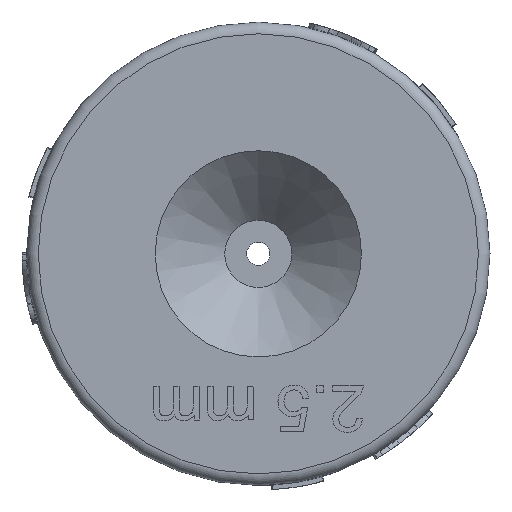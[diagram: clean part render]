
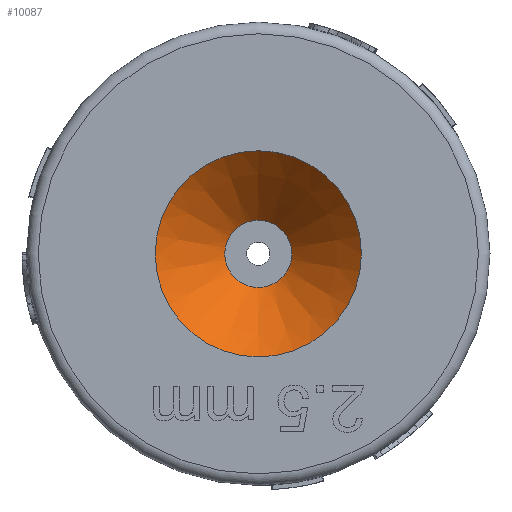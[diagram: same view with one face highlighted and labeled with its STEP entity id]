
A CAD part, left-side view. The second image highlights one B-rep face of the part: STEP entity #10087.
In plain terms, the highlighted conical face has half-angle 45 degrees and reference radius 2.95 mm.
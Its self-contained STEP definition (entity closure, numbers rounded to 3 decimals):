
#15=CONICAL_SURFACE('',#10426,2.95,0.785);
#1931=LINE('',#19305,#2603);
#2603=VECTOR('',#11115,2.95);
#3164=FACE_OUTER_BOUND('',#3745,.T.);
#3745=EDGE_LOOP('',(#8702,#8703,#8704,#8705));
#3971=CIRCLE('',#10329,4.45);
#3976=CIRCLE('',#10427,1.45);
#4293=VERTEX_POINT('',#13126);
#4817=VERTEX_POINT('',#19304);
#5344=EDGE_CURVE('',#4293,#4293,#3971,.T.);
#6182=EDGE_CURVE('',#4293,#4817,#1931,.T.);
#6183=EDGE_CURVE('',#4817,#4817,#3976,.T.);
#8702=ORIENTED_EDGE('',*,*,#5344,.T.);
#8703=ORIENTED_EDGE('',*,*,#6182,.T.);
#8704=ORIENTED_EDGE('',*,*,#6183,.F.);
#8705=ORIENTED_EDGE('',*,*,#6182,.F.);
#10087=ADVANCED_FACE('',(#3164),#15,.F.);
#10329=AXIS2_PLACEMENT_3D('',#13127,#10458,#10459);
#10426=AXIS2_PLACEMENT_3D('',#19303,#11113,#11114);
#10427=AXIS2_PLACEMENT_3D('',#19306,#11116,#11117);
#10458=DIRECTION('center_axis',(-1.,0.,0.));
#10459=DIRECTION('ref_axis',(0.,0.,1.));
#11113=DIRECTION('center_axis',(-1.,0.,0.));
#11114=DIRECTION('ref_axis',(0.,0.,1.));
#11115=DIRECTION('',(0.707,0.,0.707));
#11116=DIRECTION('center_axis',(-1.,0.,0.));
#11117=DIRECTION('ref_axis',(0.,0.,1.));
#13126=CARTESIAN_POINT('',(-15.,0.,-4.45));
#13127=CARTESIAN_POINT('Origin',(-15.,0.,0.));
#19303=CARTESIAN_POINT('Origin',(-13.5,0.,0.));
#19304=CARTESIAN_POINT('',(-12.,0.,-1.45));
#19305=CARTESIAN_POINT('',(-13.5,0.,-2.95));
#19306=CARTESIAN_POINT('Origin',(-12.,0.,0.));
